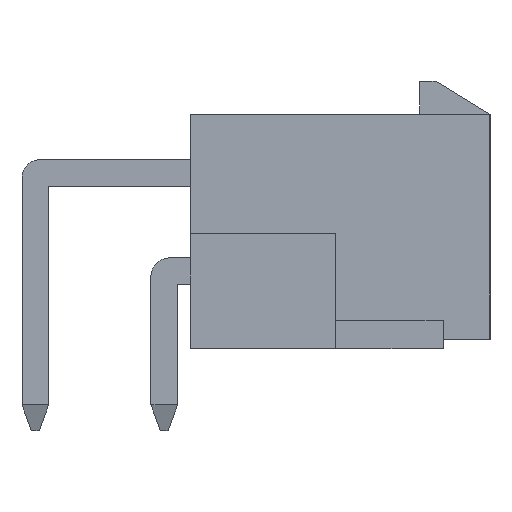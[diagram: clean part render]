
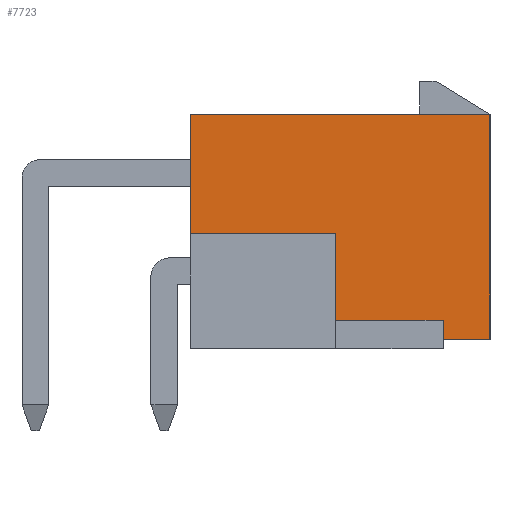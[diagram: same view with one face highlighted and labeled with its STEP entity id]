
A CAD part, left-side view. The second image highlights one B-rep face of the part: STEP entity #7723.
In plain terms, the highlighted planar face has unit normal (-1, 0, 0).
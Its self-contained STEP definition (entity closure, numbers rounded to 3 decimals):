
#865=ORIENTED_EDGE('',*,*,#2990,.F.);
#866=ORIENTED_EDGE('',*,*,#2987,.F.);
#867=ORIENTED_EDGE('',*,*,#3006,.T.);
#868=ORIENTED_EDGE('',*,*,#3007,.T.);
#869=ORIENTED_EDGE('',*,*,#2942,.T.);
#870=ORIENTED_EDGE('',*,*,#2636,.T.);
#871=ORIENTED_EDGE('',*,*,#3008,.T.);
#872=ORIENTED_EDGE('',*,*,#2487,.T.);
#2487=EDGE_CURVE('',#3581,#3580,#4298,.T.);
#2636=EDGE_CURVE('',#3716,#3715,#4447,.T.);
#2942=EDGE_CURVE('',#4007,#3716,#4752,.T.);
#2987=EDGE_CURVE('',#4041,#4042,#4792,.T.);
#2990=EDGE_CURVE('',#4042,#3580,#4795,.T.);
#3006=EDGE_CURVE('',#4041,#4053,#4807,.T.);
#3007=EDGE_CURVE('',#4053,#4007,#4808,.T.);
#3008=EDGE_CURVE('',#3715,#3581,#4809,.T.);
#3580=VERTEX_POINT('',#10725);
#3581=VERTEX_POINT('',#10727);
#3715=VERTEX_POINT('',#11010);
#3716=VERTEX_POINT('',#11012);
#4007=VERTEX_POINT('',#11644);
#4041=VERTEX_POINT('',#11729);
#4042=VERTEX_POINT('',#11731);
#4053=VERTEX_POINT('',#11766);
#4298=LINE('',#10726,#5379);
#4447=LINE('',#11011,#5528);
#4752=LINE('',#11643,#5833);
#4792=LINE('',#11730,#5873);
#4795=LINE('',#11736,#5876);
#4807=LINE('',#11765,#5888);
#4808=LINE('',#11767,#5889);
#4809=LINE('',#11768,#5890);
#5379=VECTOR('',#8687,1000.);
#5528=VECTOR('',#8838,1000.);
#5833=VECTOR('',#9215,1000.);
#5873=VECTOR('',#9279,1000.);
#5876=VECTOR('',#9284,1000.);
#5888=VECTOR('',#9312,1000.);
#5889=VECTOR('',#9313,1000.);
#5890=VECTOR('',#9314,1000.);
#6459=EDGE_LOOP('',(#865,#866,#867,#868,#869,#870,#871,#872));
#6948=FACE_BOUND('',#6459,.T.);
#7355=PLANE('',#8148);
#7723=ADVANCED_FACE('',(#6948),#7355,.T.);
#8148=AXIS2_PLACEMENT_3D('',#11764,#9310,#9311);
#8687=DIRECTION('',(0.,0.,-1.));
#8838=DIRECTION('',(0.,0.,1.));
#9215=DIRECTION('',(0.,-1.,0.));
#9279=DIRECTION('',(0.,0.,1.));
#9284=DIRECTION('',(0.,1.,0.));
#9310=DIRECTION('',(-1.,0.,0.));
#9311=DIRECTION('',(0.,0.,1.));
#9312=DIRECTION('',(0.,-1.,0.));
#9313=DIRECTION('',(0.,0.,-1.));
#9314=DIRECTION('',(0.,1.,0.));
#10725=CARTESIAN_POINT('',(-21.6,6.4,-0.298));
#10726=CARTESIAN_POINT('',(-21.6,6.4,4.8));
#10727=CARTESIAN_POINT('',(-21.6,6.4,4.8));
#11010=CARTESIAN_POINT('',(-21.6,-6.4,4.8));
#11011=CARTESIAN_POINT('',(-21.6,-6.4,-4.8));
#11012=CARTESIAN_POINT('',(-21.6,-6.4,-4.8));
#11643=CARTESIAN_POINT('',(-21.6,6.4,-4.8));
#11644=CARTESIAN_POINT('',(-21.6,-4.4,-4.8));
#11729=CARTESIAN_POINT('',(-21.6,0.2,-3.998));
#11730=CARTESIAN_POINT('',(-21.6,0.2,-5.198));
#11731=CARTESIAN_POINT('',(-21.6,0.2,-0.298));
#11736=CARTESIAN_POINT('',(-21.6,0.2,-0.298));
#11764=CARTESIAN_POINT('',(-21.6,0.,0.));
#11765=CARTESIAN_POINT('',(-21.6,0.2,-3.998));
#11766=CARTESIAN_POINT('',(-21.6,-4.4,-3.998));
#11767=CARTESIAN_POINT('',(-21.6,-4.4,-3.998));
#11768=CARTESIAN_POINT('',(-21.6,-6.4,4.8));
